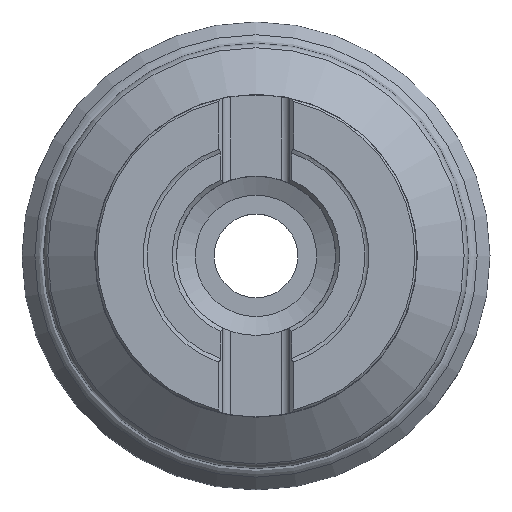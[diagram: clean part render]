
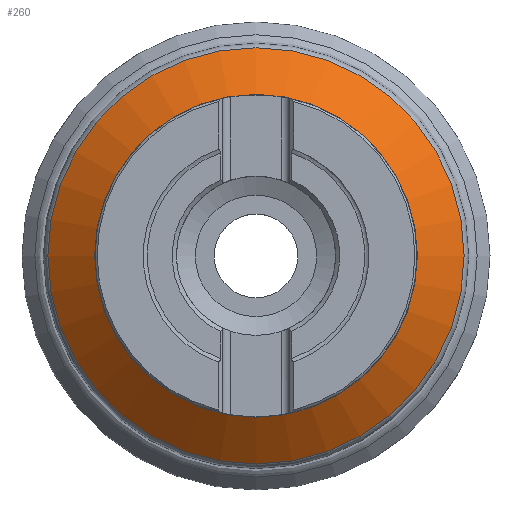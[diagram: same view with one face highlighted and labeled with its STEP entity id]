
A CAD part, top view. The second image highlights one B-rep face of the part: STEP entity #260.
In plain terms, the highlighted conical face has half-angle 50.567 degrees and reference radius 37.5 mm.
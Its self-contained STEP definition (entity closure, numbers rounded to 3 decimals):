
#219=CONICAL_SURFACE('',#1120,37.5,50.567);
#260=ADVANCED_FACE('',(#384,#385),#219,.T.);
#384=FACE_BOUND('',#454,.T.);
#385=FACE_BOUND('',#455,.T.);
#454=EDGE_LOOP('',(#567));
#455=EDGE_LOOP('',(#568));
#567=ORIENTED_EDGE('',*,*,#847,.T.);
#568=ORIENTED_EDGE('',*,*,#848,.T.);
#766=VERTEX_POINT('',#1815);
#767=VERTEX_POINT('',#1817);
#847=EDGE_CURVE('',#766,#766,#936,.T.);
#848=EDGE_CURVE('',#767,#767,#937,.T.);
#936=CIRCLE('',#1118,38.594);
#937=CIRCLE('',#1119,49.781);
#1118=AXIS2_PLACEMENT_3D('',#1814,#1313,#1314);
#1119=AXIS2_PLACEMENT_3D('',#1816,#1315,#1316);
#1120=AXIS2_PLACEMENT_3D('',#1818,#1317,#1318);
#1313=DIRECTION('',(0.,0.,-1.));
#1314=DIRECTION('',(1.,0.,0.));
#1315=DIRECTION('',(0.,0.,1.));
#1316=DIRECTION('',(-1.,0.,0.));
#1317=DIRECTION('',(0.,0.,-1.));
#1318=DIRECTION('',(1.,0.,0.));
#1814=CARTESIAN_POINT('',(0.,0.,-17.9));
#1815=CARTESIAN_POINT('',(38.594,0.,-17.9));
#1816=CARTESIAN_POINT('',(0.,0.,-27.1));
#1817=CARTESIAN_POINT('',(-49.781,0.,-27.1));
#1818=CARTESIAN_POINT('',(0.,0.,-17.));
